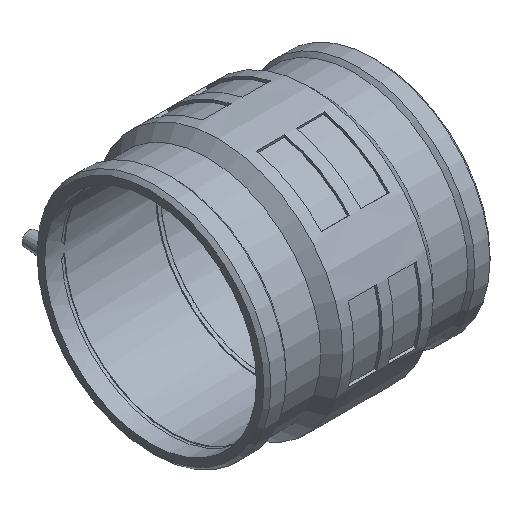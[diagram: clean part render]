
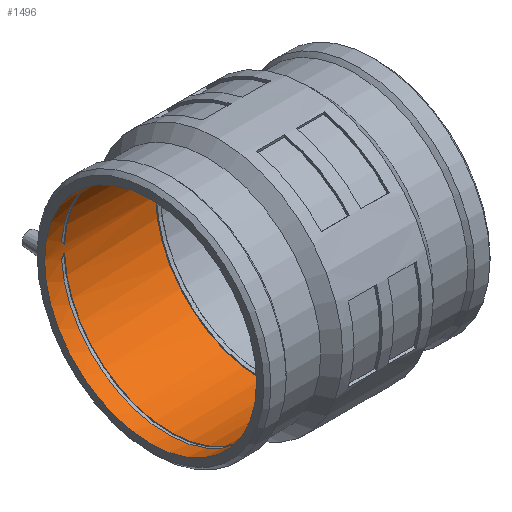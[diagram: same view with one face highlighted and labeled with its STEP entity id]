
A CAD part, isometric view. The second image highlights one B-rep face of the part: STEP entity #1496.
In plain terms, the highlighted cylindrical face has radius 112.5 mm (diameter 225 mm), a full revolution.
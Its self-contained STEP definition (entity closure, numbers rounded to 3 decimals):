
#32=B_SPLINE_CURVE_WITH_KNOTS('',3,(#2659,#2660,#2661,#2662,#2663,#2664),
 .UNSPECIFIED.,.F.,.F.,(4,2,4),(3.591,3.774,4.132),
 .UNSPECIFIED.);
#34=B_SPLINE_CURVE_WITH_KNOTS('',3,(#2683,#2684,#2685,#2686,#2687,#2688),
 .UNSPECIFIED.,.F.,.F.,(4,2,4),(4.925,5.283,5.467),
 .UNSPECIFIED.);
#63=FACE_BOUND('',#305,.T.);
#64=FACE_BOUND('',#306,.T.);
#106=CYLINDRICAL_SURFACE('',#1662,112.5);
#192=FACE_OUTER_BOUND('',#304,.T.);
#304=EDGE_LOOP('',(#1253));
#305=EDGE_LOOP('',(#1254));
#306=EDGE_LOOP('',(#1255,#1256,#1257,#1258));
#415=CIRCLE('',#1663,112.5);
#416=CIRCLE('',#1664,112.5);
#417=CIRCLE('',#1665,112.5);
#418=CIRCLE('',#1666,112.5);
#746=VERTEX_POINT('',#2648);
#748=VERTEX_POINT('',#2658);
#750=VERTEX_POINT('',#2670);
#751=VERTEX_POINT('',#2679);
#753=VERTEX_POINT('',#2694);
#754=VERTEX_POINT('',#2696);
#938=EDGE_CURVE('',#746,#748,#32,.T.);
#942=EDGE_CURVE('',#751,#750,#34,.T.);
#945=EDGE_CURVE('',#753,#753,#415,.T.);
#946=EDGE_CURVE('',#754,#754,#416,.T.);
#947=EDGE_CURVE('',#748,#751,#417,.T.);
#948=EDGE_CURVE('',#746,#750,#418,.T.);
#1253=ORIENTED_EDGE('',*,*,#945,.T.);
#1254=ORIENTED_EDGE('',*,*,#946,.F.);
#1255=ORIENTED_EDGE('',*,*,#942,.F.);
#1256=ORIENTED_EDGE('',*,*,#947,.F.);
#1257=ORIENTED_EDGE('',*,*,#938,.F.);
#1258=ORIENTED_EDGE('',*,*,#948,.T.);
#1496=ADVANCED_FACE('',(#192,#63,#64),#106,.F.);
#1662=AXIS2_PLACEMENT_3D('',#2693,#2085,#2086);
#1663=AXIS2_PLACEMENT_3D('',#2695,#2087,#2088);
#1664=AXIS2_PLACEMENT_3D('',#2697,#2089,#2090);
#1665=AXIS2_PLACEMENT_3D('',#2698,#2091,#2092);
#1666=AXIS2_PLACEMENT_3D('',#2699,#2093,#2094);
#2085=DIRECTION('center_axis',(1.,0.,0.));
#2086=DIRECTION('ref_axis',(0.,1.,0.));
#2087=DIRECTION('center_axis',(1.,0.,0.));
#2088=DIRECTION('ref_axis',(0.,0.,-1.));
#2089=DIRECTION('center_axis',(1.,0.,0.));
#2090=DIRECTION('ref_axis',(0.,0.,-1.));
#2091=DIRECTION('center_axis',(1.,0.,0.));
#2092=DIRECTION('ref_axis',(0.,0.,-1.));
#2093=DIRECTION('center_axis',(1.,0.,0.));
#2094=DIRECTION('ref_axis',(0.,0.,-1.));
#2648=CARTESIAN_POINT('',(-102.37,112.194,8.289));
#2658=CARTESIAN_POINT('',(-98.844,112.428,4.021));
#2659=CARTESIAN_POINT('Ctrl Pts',(-102.37,112.194,8.289));
#2660=CARTESIAN_POINT('Ctrl Pts',(-101.842,112.221,7.927));
#2661=CARTESIAN_POINT('Ctrl Pts',(-101.356,112.249,7.519));
#2662=CARTESIAN_POINT('Ctrl Pts',(-100.085,112.33,6.24));
#2663=CARTESIAN_POINT('Ctrl Pts',(-99.35,112.387,5.182));
#2664=CARTESIAN_POINT('Ctrl Pts',(-98.844,112.428,4.021));
#2670=CARTESIAN_POINT('',(-102.37,112.194,-8.289));
#2679=CARTESIAN_POINT('',(-98.844,112.428,-4.021));
#2683=CARTESIAN_POINT('Ctrl Pts',(-98.844,112.428,-4.021));
#2684=CARTESIAN_POINT('Ctrl Pts',(-99.35,112.387,-5.182));
#2685=CARTESIAN_POINT('Ctrl Pts',(-100.085,112.33,-6.24));
#2686=CARTESIAN_POINT('Ctrl Pts',(-101.356,112.249,-7.519));
#2687=CARTESIAN_POINT('Ctrl Pts',(-101.842,112.221,-7.927));
#2688=CARTESIAN_POINT('Ctrl Pts',(-102.37,112.194,-8.289));
#2693=CARTESIAN_POINT('Origin',(-111.185,0.,0.));
#2694=CARTESIAN_POINT('',(-2.,112.5,0.));
#2695=CARTESIAN_POINT('Origin',(-2.,0.,0.));
#2696=CARTESIAN_POINT('',(-120.,112.5,0.));
#2697=CARTESIAN_POINT('Origin',(-120.,0.,0.));
#2698=CARTESIAN_POINT('Origin',(-98.844,0.,0.));
#2699=CARTESIAN_POINT('Origin',(-102.37,0.,0.));
